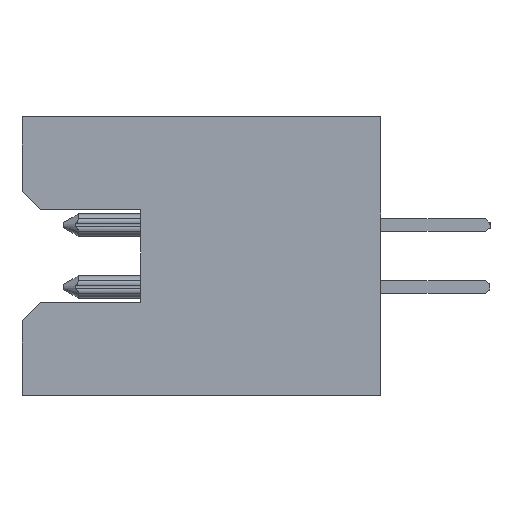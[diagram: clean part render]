
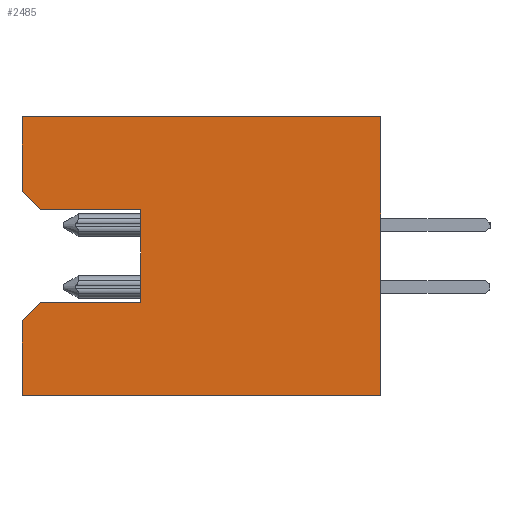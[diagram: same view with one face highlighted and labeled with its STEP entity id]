
A CAD part, left-side view. The second image highlights one B-rep face of the part: STEP entity #2485.
In plain terms, the highlighted planar face has unit normal (-1, 0, 0).
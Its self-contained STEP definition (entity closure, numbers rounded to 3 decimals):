
#293 = CARTESIAN_POINT ( 'NONE',  ( -4.762, 7.366, -2.858 ) ) ;
#294 = DIRECTION ( 'NONE',  ( 0., -1., 0. ) ) ;
#295 = VECTOR ( 'NONE', #294, 1000. ) ;
#296 = CARTESIAN_POINT ( 'NONE',  ( -4.762, 7.366, -2.858 ) ) ;
#297 = LINE ( 'NONE', #296, #295 ) ;
#319 = CARTESIAN_POINT ( 'NONE',  ( -4.762, 0., -2.858 ) ) ;
#2227 = EDGE_CURVE ( 'NONE', #2253, #2229, #6722, .T. ) ;
#2229 = VERTEX_POINT ( 'NONE', #6718 ) ;
#2248 = EDGE_CURVE ( 'NONE', #2253, #2347, #6747, .T. ) ;
#2253 = VERTEX_POINT ( 'NONE', #6733 ) ;
#2347 = VERTEX_POINT ( 'NONE', #6891 ) ;
#2349 = EDGE_CURVE ( 'NONE', #2347, #5554, #6890, .T. ) ;
#2445 = EDGE_CURVE ( 'NONE', #2446, #5532, #7050, .T. ) ;
#2446 = VERTEX_POINT ( 'NONE', #7046 ) ;
#2474 = ORIENTED_EDGE ( 'NONE', *, *, #2475, .F. ) ;
#2475 = EDGE_CURVE ( 'NONE', #2476, #2560, #7130, .T. ) ;
#2476 = VERTEX_POINT ( 'NONE', #7126 ) ;
#2477 = ORIENTED_EDGE ( 'NONE', *, *, #2478, .T. ) ;
#2478 = EDGE_CURVE ( 'NONE', #2476, #2489, #7125, .T. ) ;
#2485 = ADVANCED_FACE ( 'NONE', ( #7117 ), #7115, .T. ) ;
#2486 = EDGE_LOOP ( 'NONE', ( #2487, #2491, #2493, #2554, #2555, #2556, #2557, #2558, #2474, #2477 ) ) ;
#2487 = ORIENTED_EDGE ( 'NONE', *, *, #2488, .T. ) ;
#2488 = EDGE_CURVE ( 'NONE', #2489, #2490, #7116, .T. ) ;
#2489 = VERTEX_POINT ( 'NONE', #7107 ) ;
#2490 = VERTEX_POINT ( 'NONE', #7106 ) ;
#2491 = ORIENTED_EDGE ( 'NONE', *, *, #2492, .T. ) ;
#2492 = EDGE_CURVE ( 'NONE', #2490, #2446, #7105, .T. ) ;
#2493 = ORIENTED_EDGE ( 'NONE', *, *, #2445, .T. ) ;
#2554 = ORIENTED_EDGE ( 'NONE', *, *, #5531, .T. ) ;
#2555 = ORIENTED_EDGE ( 'NONE', *, *, #2349, .F. ) ;
#2556 = ORIENTED_EDGE ( 'NONE', *, *, #2248, .F. ) ;
#2557 = ORIENTED_EDGE ( 'NONE', *, *, #2227, .T. ) ;
#2558 = ORIENTED_EDGE ( 'NONE', *, *, #2559, .T. ) ;
#2559 = EDGE_CURVE ( 'NONE', #2229, #2560, #7255, .T. ) ;
#2560 = VERTEX_POINT ( 'NONE', #7251 ) ;
#5531 = EDGE_CURVE ( 'NONE', #5532, #5554, #297, .T. ) ;
#5532 = VERTEX_POINT ( 'NONE', #293 ) ;
#5554 = VERTEX_POINT ( 'NONE', #319 ) ;
#6718 = CARTESIAN_POINT ( 'NONE',  ( -4.762, 7.366, 1.334 ) ) ;
#6719 = DIRECTION ( 'NONE',  ( 0., 0., -1. ) ) ;
#6720 = VECTOR ( 'NONE', #6719, 1000. ) ;
#6721 = CARTESIAN_POINT ( 'NONE',  ( -4.762, 7.366, 2.857 ) ) ;
#6722 = LINE ( 'NONE', #6721, #6720 ) ;
#6733 = CARTESIAN_POINT ( 'NONE',  ( -4.762, 7.366, 2.857 ) ) ;
#6744 = DIRECTION ( 'NONE',  ( 0., -1., 0. ) ) ;
#6745 = VECTOR ( 'NONE', #6744, 1000. ) ;
#6746 = CARTESIAN_POINT ( 'NONE',  ( -4.762, 7.366, 2.857 ) ) ;
#6747 = LINE ( 'NONE', #6746, #6745 ) ;
#6887 = DIRECTION ( 'NONE',  ( 0., 0., -1. ) ) ;
#6888 = VECTOR ( 'NONE', #6887, 1000. ) ;
#6889 = CARTESIAN_POINT ( 'NONE',  ( -4.762, 0., 2.857 ) ) ;
#6890 = LINE ( 'NONE', #6889, #6888 ) ;
#6891 = CARTESIAN_POINT ( 'NONE',  ( -4.762, 0., 2.857 ) ) ;
#7046 = CARTESIAN_POINT ( 'NONE',  ( -4.762, 7.366, -1.334 ) ) ;
#7047 = DIRECTION ( 'NONE',  ( 0., 0., -1. ) ) ;
#7048 = VECTOR ( 'NONE', #7047, 1000. ) ;
#7049 = CARTESIAN_POINT ( 'NONE',  ( -4.762, 7.366, 2.857 ) ) ;
#7050 = LINE ( 'NONE', #7049, #7048 ) ;
#7104 = CARTESIAN_POINT ( 'NONE',  ( -4.762, 5.27, 0.762 ) ) ;
#7105 = LINE ( 'NONE', #7104, #7165 ) ;
#7106 = CARTESIAN_POINT ( 'NONE',  ( -4.762, 6.985, -0.953 ) ) ;
#7107 = CARTESIAN_POINT ( 'NONE',  ( -4.762, 4.928, -0.953 ) ) ;
#7108 = DIRECTION ( 'NONE',  ( 0., 1., 0. ) ) ;
#7109 = VECTOR ( 'NONE', #7108, 1000. ) ;
#7110 = CARTESIAN_POINT ( 'NONE',  ( -4.762, 4.928, -0.953 ) ) ;
#7111 = DIRECTION ( 'NONE',  ( 0., 0., 1. ) ) ;
#7112 = DIRECTION ( 'NONE',  ( -1., 0., 0. ) ) ;
#7113 = CARTESIAN_POINT ( 'NONE',  ( -4.762, 7.366, 2.857 ) ) ;
#7114 = AXIS2_PLACEMENT_3D ( 'NONE', #7113, #7112, #7111 ) ;
#7115 = PLANE ( 'NONE',  #7114 ) ;
#7116 = LINE ( 'NONE', #7110, #7109 ) ;
#7117 = FACE_OUTER_BOUND ( 'NONE', #2486, .T. ) ;
#7122 = DIRECTION ( 'NONE',  ( 0., 0., -1. ) ) ;
#7123 = VECTOR ( 'NONE', #7122, 1000. ) ;
#7124 = CARTESIAN_POINT ( 'NONE',  ( -4.762, 4.928, 0.952 ) ) ;
#7125 = LINE ( 'NONE', #7124, #7123 ) ;
#7126 = CARTESIAN_POINT ( 'NONE',  ( -4.762, 4.928, 0.952 ) ) ;
#7127 = DIRECTION ( 'NONE',  ( 0., 1., 0. ) ) ;
#7128 = VECTOR ( 'NONE', #7127, 1000. ) ;
#7129 = CARTESIAN_POINT ( 'NONE',  ( -4.762, 4.928, 0.952 ) ) ;
#7130 = LINE ( 'NONE', #7129, #7128 ) ;
#7164 = DIRECTION ( 'NONE',  ( 0., 0.707, -0.707 ) ) ;
#7165 = VECTOR ( 'NONE', #7164, 1000. ) ;
#7251 = CARTESIAN_POINT ( 'NONE',  ( -4.762, 6.985, 0.952 ) ) ;
#7252 = DIRECTION ( 'NONE',  ( 0., -0.707, -0.707 ) ) ;
#7253 = VECTOR ( 'NONE', #7252, 1000. ) ;
#7254 = CARTESIAN_POINT ( 'NONE',  ( -4.762, 8.128, 2.095 ) ) ;
#7255 = LINE ( 'NONE', #7254, #7253 ) ;
